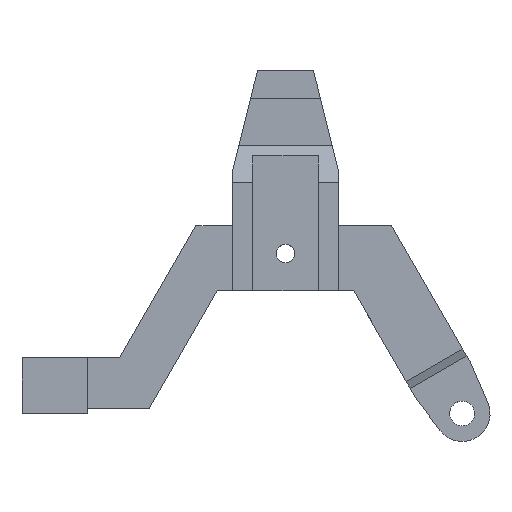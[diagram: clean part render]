
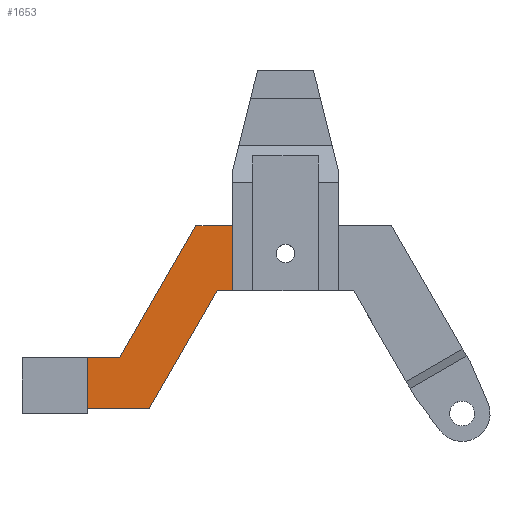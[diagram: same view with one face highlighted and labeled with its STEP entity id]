
A CAD part, top view. The second image highlights one B-rep face of the part: STEP entity #1653.
In plain terms, the highlighted free-form (B-spline) face has degree [1, 1] with [2, 2] control points.
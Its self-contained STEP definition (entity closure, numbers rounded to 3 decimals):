
#1310 = VERTEX_POINT('',#1311);
#1311 = CARTESIAN_POINT('',(-82.355,1.93,
    7.721));
#1316 = EDGE_CURVE('',#1317,#1310,#1319,.T.);
#1317 = VERTEX_POINT('',#1318);
#1318 = CARTESIAN_POINT('',(-82.355,23.162,
    7.721));
#1319 = B_SPLINE_CURVE_WITH_KNOTS('',1,(#1320,#1321),.UNSPECIFIED.,.F.,
  .F.,(2,2),(-18.,-1.5),.PIECEWISE_BEZIER_KNOTS.);
#1320 = CARTESIAN_POINT('',(-82.355,23.162,
    7.721));
#1321 = CARTESIAN_POINT('',(-82.355,1.93,
    7.721));
#1377 = EDGE_CURVE('',#1317,#1378,#1380,.T.);
#1378 = VERTEX_POINT('',#1379);
#1379 = CARTESIAN_POINT('',(-68.877,23.162,
    7.721));
#1380 = B_SPLINE_CURVE_WITH_KNOTS('',1,(#1381,#1382),.UNSPECIFIED.,.F.,
  .F.,(2,2),(-64.,-53.526),.PIECEWISE_BEZIER_KNOTS.);
#1381 = CARTESIAN_POINT('',(-82.355,23.162,
    7.721));
#1382 = CARTESIAN_POINT('',(-68.877,23.162,
    7.721));
#1485 = VERTEX_POINT('',#1486);
#1486 = CARTESIAN_POINT('',(-56.619,1.93,
    7.721));
#1491 = EDGE_CURVE('',#1485,#1310,#1492,.T.);
#1492 = B_SPLINE_CURVE_WITH_KNOTS('',1,(#1493,#1494),.UNSPECIFIED.,.F.,
  .F.,(2,2),(44.,64.),.PIECEWISE_BEZIER_KNOTS.);
#1493 = CARTESIAN_POINT('',(-56.619,1.93,
    7.721));
#1494 = CARTESIAN_POINT('',(-82.355,1.93,
    7.721));
#1513 = VERTEX_POINT('',#1514);
#1514 = CARTESIAN_POINT('',(-28.309,50.964,
    7.721));
#1519 = EDGE_CURVE('',#1513,#1485,#1520,.T.);
#1520 = B_SPLINE_CURVE_WITH_KNOTS('',1,(#1521,#1522),.UNSPECIFIED.,.F.,
  .F.,(2,2),(-23.299,20.701),.PIECEWISE_BEZIER_KNOTS.);
#1521 = CARTESIAN_POINT('',(-28.309,50.964,
    7.721));
#1522 = CARTESIAN_POINT('',(-56.619,1.93,
    7.721));
#1554 = VERTEX_POINT('',#1555);
#1555 = CARTESIAN_POINT('',(-21.876,50.964,
    7.721));
#1560 = EDGE_CURVE('',#1554,#1513,#1561,.T.);
#1561 = B_SPLINE_CURVE_WITH_KNOTS('',1,(#1562,#1563),.UNSPECIFIED.,.F.,
  .F.,(2,2),(17.,22.),.PIECEWISE_BEZIER_KNOTS.);
#1562 = CARTESIAN_POINT('',(-21.876,50.964,
    7.721));
#1563 = CARTESIAN_POINT('',(-28.309,50.964,
    7.721));
#1611 = VERTEX_POINT('',#1612);
#1612 = CARTESIAN_POINT('',(-37.225,77.986,
    7.721));
#1617 = EDGE_CURVE('',#1611,#1618,#1620,.T.);
#1618 = VERTEX_POINT('',#1619);
#1619 = CARTESIAN_POINT('',(-21.876,77.986,
    7.721));
#1620 = B_SPLINE_CURVE_WITH_KNOTS('',1,(#1621,#1622),.UNSPECIFIED.,.F.,
  .F.,(2,2),(-28.928,-17.),.PIECEWISE_BEZIER_KNOTS.);
#1621 = CARTESIAN_POINT('',(-37.225,77.986,
    7.721));
#1622 = CARTESIAN_POINT('',(-21.876,77.986,
    7.721));
#1643 = EDGE_CURVE('',#1378,#1611,#1644,.T.);
#1644 = B_SPLINE_CURVE_WITH_KNOTS('',1,(#1645,#1646),.UNSPECIFIED.,.F.,
  .F.,(2,2),(-11.175,38.021),.PIECEWISE_BEZIER_KNOTS.);
#1645 = CARTESIAN_POINT('',(-68.877,23.162,
    7.721));
#1646 = CARTESIAN_POINT('',(-37.225,77.986,
    7.721));
#1653 = ADVANCED_FACE('',(#1654),#1668,.T.);
#1654 = FACE_BOUND('',#1655,.T.);
#1655 = EDGE_LOOP('',(#1656,#1657,#1658,#1659,#1664,#1665,#1666,#1667));
#1656 = ORIENTED_EDGE('',*,*,#1491,.F.);
#1657 = ORIENTED_EDGE('',*,*,#1519,.F.);
#1658 = ORIENTED_EDGE('',*,*,#1560,.F.);
#1659 = ORIENTED_EDGE('',*,*,#1660,.F.);
#1660 = EDGE_CURVE('',#1618,#1554,#1661,.T.);
#1661 = B_SPLINE_CURVE_WITH_KNOTS('',1,(#1662,#1663),.UNSPECIFIED.,.F.,
  .F.,(2,2),(-60.605,-39.605),.PIECEWISE_BEZIER_KNOTS.);
#1662 = CARTESIAN_POINT('',(-21.876,77.986,
    7.721));
#1663 = CARTESIAN_POINT('',(-21.876,50.964,
    7.721));
#1664 = ORIENTED_EDGE('',*,*,#1617,.F.);
#1665 = ORIENTED_EDGE('',*,*,#1643,.F.);
#1666 = ORIENTED_EDGE('',*,*,#1377,.F.);
#1667 = ORIENTED_EDGE('',*,*,#1316,.T.);
#1668 = B_SPLINE_SURFACE_WITH_KNOTS('',1,1,(
    (#1669,#1670)
    ,(#1671,#1672
    )),.UNSPECIFIED.,.F.,.F.,.F.,(2,2),(2,2),(-64.,-17.),(1.5,
    60.605),.PIECEWISE_BEZIER_KNOTS.);
#1669 = CARTESIAN_POINT('',(-82.355,1.93,
    7.721));
#1670 = CARTESIAN_POINT('',(-82.355,77.986,
    7.721));
#1671 = CARTESIAN_POINT('',(-21.876,1.93,
    7.721));
#1672 = CARTESIAN_POINT('',(-21.876,77.986,
    7.721));
